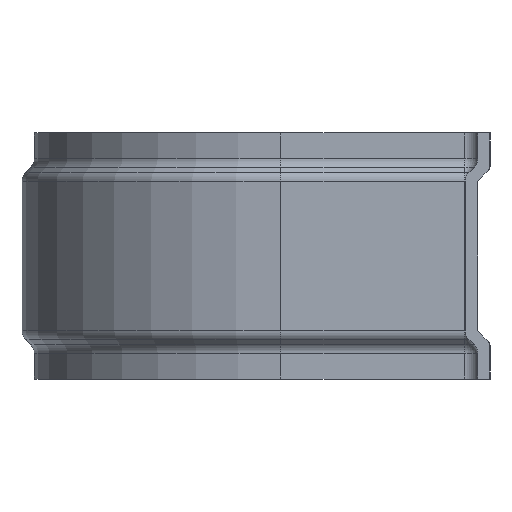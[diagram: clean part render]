
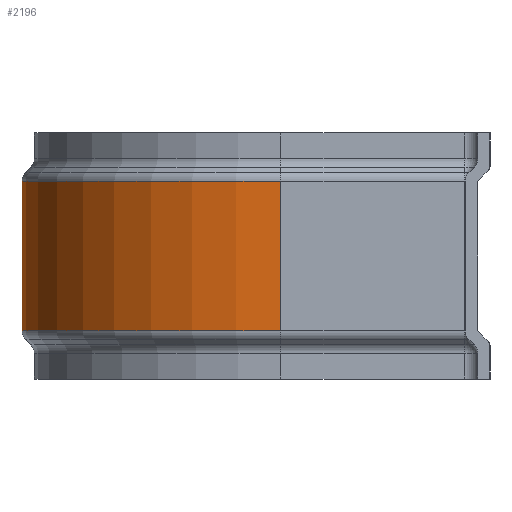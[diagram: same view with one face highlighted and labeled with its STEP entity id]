
A CAD part, left-side view. The second image highlights one B-rep face of the part: STEP entity #2196.
In plain terms, the highlighted cylindrical face has radius 42.05 mm (diameter 84.1 mm), a partial arc.
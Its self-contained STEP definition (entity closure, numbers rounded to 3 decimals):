
#37 = DIRECTION ( 'NONE',  ( 0., 0., 1. ) ) ;
#52 = CYLINDRICAL_SURFACE ( 'NONE', #3784, 42.05 ) ;
#58 = EDGE_CURVE ( 'NONE', #1256, #1163, #1051, .T. ) ;
#111 = CARTESIAN_POINT ( 'NONE',  ( 42.05, 34., 12.172 ) ) ;
#159 = AXIS2_PLACEMENT_3D ( 'NONE', #2650, #2636, #2336 ) ;
#239 = EDGE_CURVE ( 'NONE', #2880, #3817, #2053, .T. ) ;
#246 = CARTESIAN_POINT ( 'NONE',  ( -42.05, 34., 12.172 ) ) ;
#457 = AXIS2_PLACEMENT_3D ( 'NONE', #2688, #2408, #3902 ) ;
#731 = DIRECTION ( 'NONE',  ( 0., 0., 1. ) ) ;
#1051 = LINE ( 'NONE', #1928, #2458 ) ;
#1163 = VERTEX_POINT ( 'NONE', #111 ) ;
#1211 = CARTESIAN_POINT ( 'NONE',  ( 0., 34., 0. ) ) ;
#1248 = ORIENTED_EDGE ( 'NONE', *, *, #239, .F. ) ;
#1256 = VERTEX_POINT ( 'NONE', #1493 ) ;
#1261 = CIRCLE ( 'NONE', #457, 42.05 ) ;
#1321 = EDGE_CURVE ( 'NONE', #1256, #3817, #1261, .T. ) ;
#1467 = CIRCLE ( 'NONE', #159, 42.05 ) ;
#1493 = CARTESIAN_POINT ( 'NONE',  ( 42.05, 34., -12.172 ) ) ;
#1772 = CARTESIAN_POINT ( 'NONE',  ( -42.05, 34., -12.172 ) ) ;
#1928 = CARTESIAN_POINT ( 'NONE',  ( 42.05, 34., 12.172 ) ) ;
#1982 = ORIENTED_EDGE ( 'NONE', *, *, #58, .F. ) ;
#2053 = LINE ( 'NONE', #3640, #3184 ) ;
#2196 = ADVANCED_FACE ( 'NONE', ( #2712 ), #52, .T. ) ;
#2289 = EDGE_LOOP ( 'NONE', ( #3229, #1248, #2806, #1982 ) ) ;
#2336 = DIRECTION ( 'NONE',  ( 0., 1., 0. ) ) ;
#2408 = DIRECTION ( 'NONE',  ( 0., 0., 1. ) ) ;
#2419 = DIRECTION ( 'NONE',  ( 1., 0., 0. ) ) ;
#2458 = VECTOR ( 'NONE', #731, 1000. ) ;
#2636 = DIRECTION ( 'NONE',  ( 0., 0., 1. ) ) ;
#2650 = CARTESIAN_POINT ( 'NONE',  ( 0., 34., 12.172 ) ) ;
#2688 = CARTESIAN_POINT ( 'NONE',  ( 0., 34., -12.172 ) ) ;
#2712 = FACE_OUTER_BOUND ( 'NONE', #2289, .T. ) ;
#2740 = DIRECTION ( 'NONE',  ( 0., 0., -1. ) ) ;
#2806 = ORIENTED_EDGE ( 'NONE', *, *, #3625, .F. ) ;
#2880 = VERTEX_POINT ( 'NONE', #246 ) ;
#3184 = VECTOR ( 'NONE', #2740, 1000. ) ;
#3229 = ORIENTED_EDGE ( 'NONE', *, *, #1321, .T. ) ;
#3625 = EDGE_CURVE ( 'NONE', #1163, #2880, #1467, .T. ) ;
#3640 = CARTESIAN_POINT ( 'NONE',  ( -42.05, 34., 12.172 ) ) ;
#3784 = AXIS2_PLACEMENT_3D ( 'NONE', #1211, #37, #2419 ) ;
#3817 = VERTEX_POINT ( 'NONE', #1772 ) ;
#3902 = DIRECTION ( 'NONE',  ( 0., 1., 0. ) ) ;
